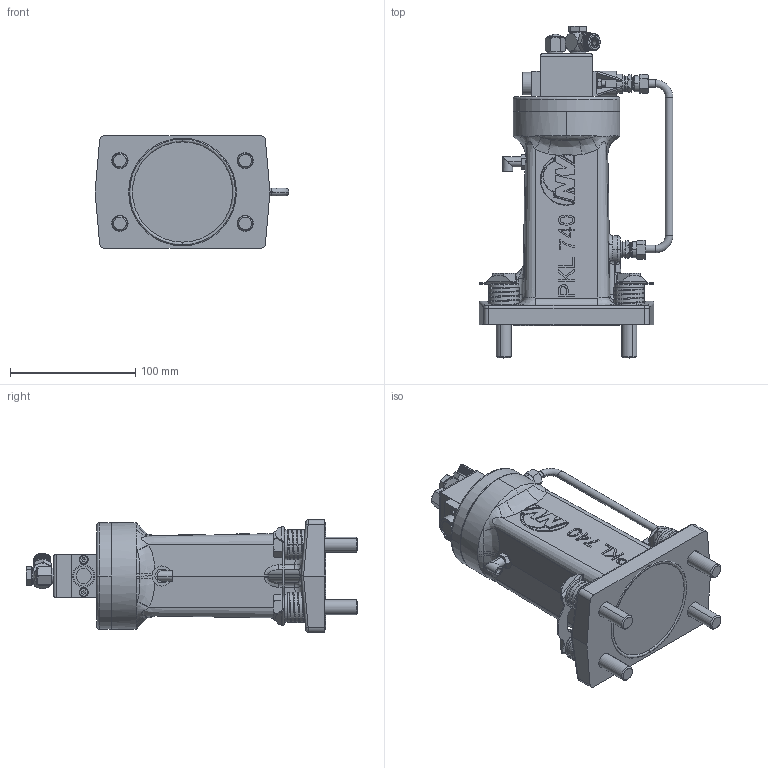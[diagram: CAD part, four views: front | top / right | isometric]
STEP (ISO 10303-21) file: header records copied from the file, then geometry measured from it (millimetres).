
FILE_DESCRIPTION (( 'STEP AP214' ), '1' );
FILE_NAME ('PKL 740 ST.STEP', '2015-09-25T08:57:25', ( 'Netter' ), ( 'Microsoft' ), 'SwSTEP 2.0', 'SolidWorks 2015', '' );
FILE_SCHEMA (( 'AUTOMOTIVE_DESIGN' ));
Length unit declared in the file: millimetre
Products named in the file (1): PKL 740 ST
Bounding box: 154.69 x 264.91 x 90 mm (x, y, z)
Volume: 1133561.1 mm3; surface area: 183212.6 mm2
Topology: 45 solids, 49 shells, 2956 faces, 7651 edges, 4834 vertices
Faces by surface type: cone 1021, cylinder 865, plane 777, bspline 171, torus 109, sphere 13
Entity records: 101138 total; most frequent: CARTESIAN_POINT 31782, ORIENTED_EDGE 15228, DIRECTION 13213, EDGE_CURVE 7614, AXIS2_PLACEMENT_3D 5382, VERTEX_POINT 4831, EDGE_LOOP 3123, FACE_OUTER_BOUND 2956
